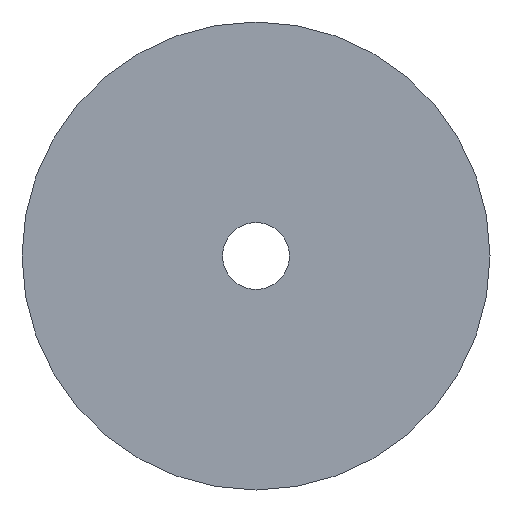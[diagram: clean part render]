
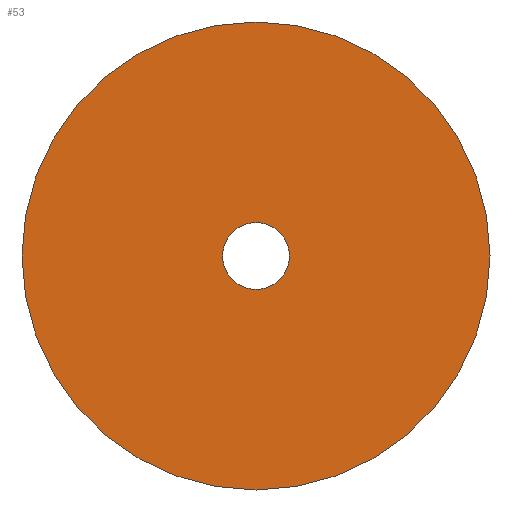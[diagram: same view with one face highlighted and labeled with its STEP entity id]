
A CAD part, front view. The second image highlights one B-rep face of the part: STEP entity #53.
In plain terms, the highlighted planar face has unit normal (0, -1, 0).
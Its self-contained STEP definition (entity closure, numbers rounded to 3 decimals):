
#17 = EDGE_CURVE ( 'NONE', #18, #19, #261, .T. ) ;
#18 = VERTEX_POINT ( 'NONE', #252 ) ;
#19 = VERTEX_POINT ( 'NONE', #251 ) ;
#40 = VERTEX_POINT ( 'NONE', #211 ) ;
#42 = EDGE_CURVE ( 'NONE', #40, #43, #210, .T. ) ;
#43 = VERTEX_POINT ( 'NONE', #205 ) ;
#50 = EDGE_CURVE ( 'NONE', #19, #18, #193, .T. ) ;
#53 = ADVANCED_FACE ( 'NONE', ( #189, #188 ), #187, .F. ) ;
#54 = EDGE_LOOP ( 'NONE', ( #55, #57 ) ) ;
#55 = ORIENTED_EDGE ( 'NONE', *, *, #56, .F. ) ;
#56 = EDGE_CURVE ( 'NONE', #43, #40, #182, .T. ) ;
#57 = ORIENTED_EDGE ( 'NONE', *, *, #42, .F. ) ;
#58 = EDGE_LOOP ( 'NONE', ( #59, #60 ) ) ;
#59 = ORIENTED_EDGE ( 'NONE', *, *, #50, .T. ) ;
#60 = ORIENTED_EDGE ( 'NONE', *, *, #17, .T. ) ;
#178 = DIRECTION ( 'NONE',  ( 0., 0., 1. ) ) ;
#179 = DIRECTION ( 'NONE',  ( 0., 1., 0. ) ) ;
#180 = CARTESIAN_POINT ( 'NONE',  ( 0., -18., 0. ) ) ;
#181 = AXIS2_PLACEMENT_3D ( 'NONE', #180, #179, #178 ) ;
#182 = CIRCLE ( 'NONE', #181, 14. ) ;
#183 = DIRECTION ( 'NONE',  ( 0., 0., 1. ) ) ;
#184 = DIRECTION ( 'NONE',  ( 0., 1., 0. ) ) ;
#185 = CARTESIAN_POINT ( 'NONE',  ( 2., -18., 0. ) ) ;
#186 = AXIS2_PLACEMENT_3D ( 'NONE', #185, #184, #183 ) ;
#187 = PLANE ( 'NONE',  #186 ) ;
#188 = FACE_BOUND ( 'NONE', #58, .T. ) ;
#189 = FACE_OUTER_BOUND ( 'NONE', #54, .T. ) ;
#190 = DIRECTION ( 'NONE',  ( 0., 0., 1. ) ) ;
#191 = DIRECTION ( 'NONE',  ( 0., 1., 0. ) ) ;
#192 = AXIS2_PLACEMENT_3D ( 'NONE', #199, #191, #190 ) ;
#193 = CIRCLE ( 'NONE', #192, 2. ) ;
#199 = CARTESIAN_POINT ( 'NONE',  ( 0., -18., 0. ) ) ;
#205 = CARTESIAN_POINT ( 'NONE',  ( 0., -18., -14. ) ) ;
#206 = DIRECTION ( 'NONE',  ( 0., 0., 1. ) ) ;
#207 = DIRECTION ( 'NONE',  ( 0., 1., 0. ) ) ;
#208 = CARTESIAN_POINT ( 'NONE',  ( 0., -18., 0. ) ) ;
#209 = AXIS2_PLACEMENT_3D ( 'NONE', #208, #207, #206 ) ;
#210 = CIRCLE ( 'NONE', #209, 14. ) ;
#211 = CARTESIAN_POINT ( 'NONE',  ( 0., -18., 14. ) ) ;
#251 = CARTESIAN_POINT ( 'NONE',  ( 0., -18., 2. ) ) ;
#252 = CARTESIAN_POINT ( 'NONE',  ( 0., -18., -2. ) ) ;
#253 = DIRECTION ( 'NONE',  ( 0., 0., 1. ) ) ;
#254 = DIRECTION ( 'NONE',  ( 0., 1., 0. ) ) ;
#255 = CARTESIAN_POINT ( 'NONE',  ( 0., -18., 0. ) ) ;
#256 = AXIS2_PLACEMENT_3D ( 'NONE', #255, #254, #253 ) ;
#261 = CIRCLE ( 'NONE', #256, 2. ) ;
